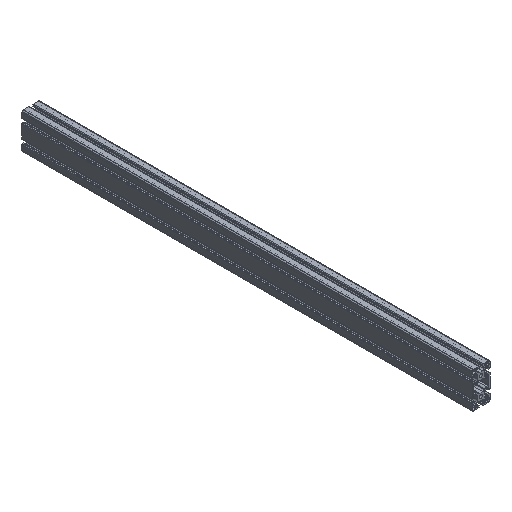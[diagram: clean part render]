
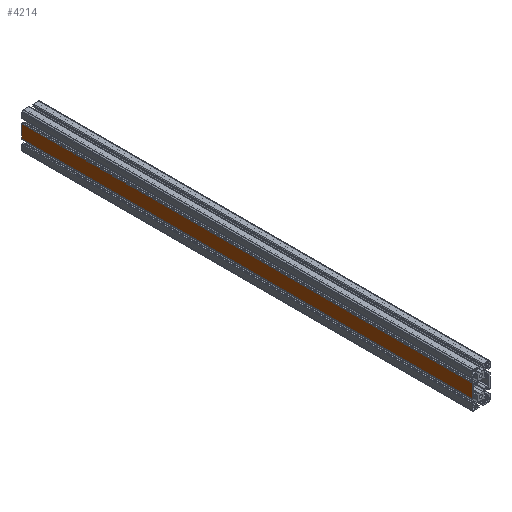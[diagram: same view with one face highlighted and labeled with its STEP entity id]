
A CAD part, isometric view. The second image highlights one B-rep face of the part: STEP entity #4214.
In plain terms, the highlighted planar face has unit normal (-1, 0, 0).
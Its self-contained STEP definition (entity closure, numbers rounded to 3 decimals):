
#4156=CARTESIAN_POINT('',(-37.,0.0,55.0));
#4157=VERTEX_POINT('',#4156);
#4166=CARTESIAN_POINT('',(-37.,1000.0,55.0));
#4167=VERTEX_POINT('',#4166);
#4175=CARTESIAN_POINT('',(-37.,0.0,55.0));
#4176=DIRECTION('',(0.0,1.0,0.0));
#4177=VECTOR('',#4176,1000.0);
#4178=LINE('',#4175,#4177);
#4179=EDGE_CURVE('',#4157,#4167,#4178,.T.);
#4184=CARTESIAN_POINT('',(-37.,0.0,25.0));
#4185=DIRECTION('',(-1.0,0.0,0.0));
#4186=DIRECTION('',(0.0,0.0,1.0));
#4187=AXIS2_PLACEMENT_3D('',#4184,#4185,#4186);
#4188=PLANE('',#4187);
#4189=CARTESIAN_POINT('',(-37.,0.0,25.0));
#4190=VERTEX_POINT('',#4189);
#4191=CARTESIAN_POINT('',(-37.,0.0,55.0));
#4192=DIRECTION('',(0.0,0.0,-1.0));
#4193=VECTOR('',#4192,30.0);
#4194=LINE('',#4191,#4193);
#4195=EDGE_CURVE('',#4157,#4190,#4194,.T.);
#4196=ORIENTED_EDGE('',*,*,#4195,.F.);
#4197=ORIENTED_EDGE('',*,*,#4179,.T.);
#4198=CARTESIAN_POINT('',(-37.,1000.0,25.0));
#4199=VERTEX_POINT('',#4198);
#4200=CARTESIAN_POINT('',(-37.,1000.0,25.0));
#4201=DIRECTION('',(0.0,0.0,1.0));
#4202=VECTOR('',#4201,30.0);
#4203=LINE('',#4200,#4202);
#4204=EDGE_CURVE('',#4199,#4167,#4203,.T.);
#4205=ORIENTED_EDGE('',*,*,#4204,.F.);
#4206=CARTESIAN_POINT('',(-37.,0.0,25.0));
#4207=DIRECTION('',(0.0,1.0,0.0));
#4208=VECTOR('',#4207,1000.0);
#4209=LINE('',#4206,#4208);
#4210=EDGE_CURVE('',#4190,#4199,#4209,.T.);
#4211=ORIENTED_EDGE('',*,*,#4210,.F.);
#4212=EDGE_LOOP('',(#4196,#4197,#4205,#4211));
#4213=FACE_OUTER_BOUND('',#4212,.T.);
#4214=ADVANCED_FACE('',(#4213),#4188,.T.);
